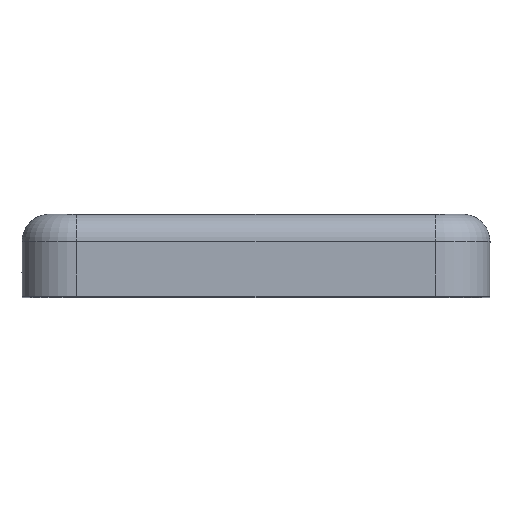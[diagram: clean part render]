
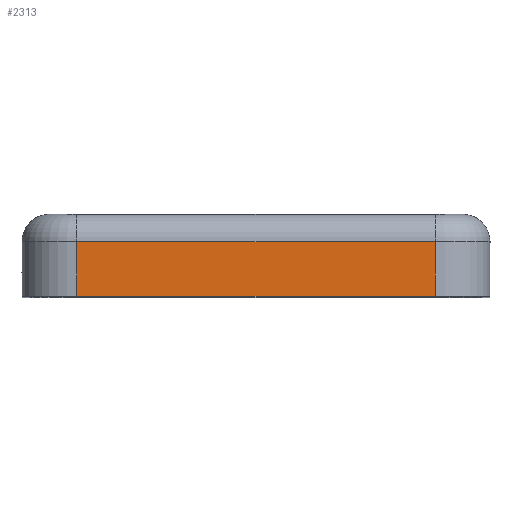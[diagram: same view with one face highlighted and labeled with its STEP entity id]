
A CAD part, top view. The second image highlights one B-rep face of the part: STEP entity #2313.
In plain terms, the highlighted planar face has unit normal (0, 0, 1).
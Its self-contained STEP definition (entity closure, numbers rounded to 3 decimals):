
#146 = DIRECTION ( 'NONE',  ( 0., -1., 0. ) ) ;
#509 = FACE_OUTER_BOUND ( 'NONE', #2364, .T. ) ;
#627 = EDGE_CURVE ( 'NONE', #1167, #2668, #2467, .T. ) ;
#642 = ORIENTED_EDGE ( 'NONE', *, *, #1999, .T. ) ;
#662 = DIRECTION ( 'NONE',  ( 0., 0., 1. ) ) ;
#786 = VECTOR ( 'NONE', #146, 1000. ) ;
#826 = CARTESIAN_POINT ( 'NONE',  ( 6.55, -1., 15.5 ) ) ;
#1057 = EDGE_CURVE ( 'NONE', #1300, #2687, #2300, .T. ) ;
#1090 = CARTESIAN_POINT ( 'NONE',  ( -6.55, -1., 15.5 ) ) ;
#1151 = VECTOR ( 'NONE', #2580, 1000. ) ;
#1167 = VERTEX_POINT ( 'NONE', #2664 ) ;
#1224 = VECTOR ( 'NONE', #1454, 1000. ) ;
#1234 = CARTESIAN_POINT ( 'NONE',  ( -6.55, 0., 15.5 ) ) ;
#1279 = LINE ( 'NONE', #2351, #1151 ) ;
#1300 = VERTEX_POINT ( 'NONE', #826 ) ;
#1318 = VECTOR ( 'NONE', #1675, 1000. ) ;
#1364 = CARTESIAN_POINT ( 'NONE',  ( 6.55, 0., 15.5 ) ) ;
#1454 = DIRECTION ( 'NONE',  ( 0., -1., 0. ) ) ;
#1462 = CARTESIAN_POINT ( 'NONE',  ( -6.55, 0., 15.5 ) ) ;
#1474 = PLANE ( 'NONE',  #2491 ) ;
#1675 = DIRECTION ( 'NONE',  ( 1., 0., 0. ) ) ;
#1685 = DIRECTION ( 'NONE',  ( 0., -1., 0. ) ) ;
#1919 = ORIENTED_EDGE ( 'NONE', *, *, #2426, .F. ) ;
#1999 = EDGE_CURVE ( 'NONE', #2668, #2687, #1279, .T. ) ;
#2300 = LINE ( 'NONE', #1364, #786 ) ;
#2313 = ADVANCED_FACE ( 'NONE', ( #509 ), #1474, .T. ) ;
#2351 = CARTESIAN_POINT ( 'NONE',  ( -6.55, -3., 15.5 ) ) ;
#2361 = CARTESIAN_POINT ( 'NONE',  ( -6.55, -3., 15.5 ) ) ;
#2364 = EDGE_LOOP ( 'NONE', ( #642, #2542, #1919, #2442 ) ) ;
#2426 = EDGE_CURVE ( 'NONE', #1167, #1300, #2429, .T. ) ;
#2429 = LINE ( 'NONE', #1090, #1318 ) ;
#2442 = ORIENTED_EDGE ( 'NONE', *, *, #627, .T. ) ;
#2467 = LINE ( 'NONE', #1234, #1224 ) ;
#2491 = AXIS2_PLACEMENT_3D ( 'NONE', #1462, #662, #1685 ) ;
#2542 = ORIENTED_EDGE ( 'NONE', *, *, #1057, .F. ) ;
#2558 = CARTESIAN_POINT ( 'NONE',  ( 6.55, -3., 15.5 ) ) ;
#2580 = DIRECTION ( 'NONE',  ( 1., 0., 0. ) ) ;
#2664 = CARTESIAN_POINT ( 'NONE',  ( -6.55, -1., 15.5 ) ) ;
#2668 = VERTEX_POINT ( 'NONE', #2361 ) ;
#2687 = VERTEX_POINT ( 'NONE', #2558 ) ;
